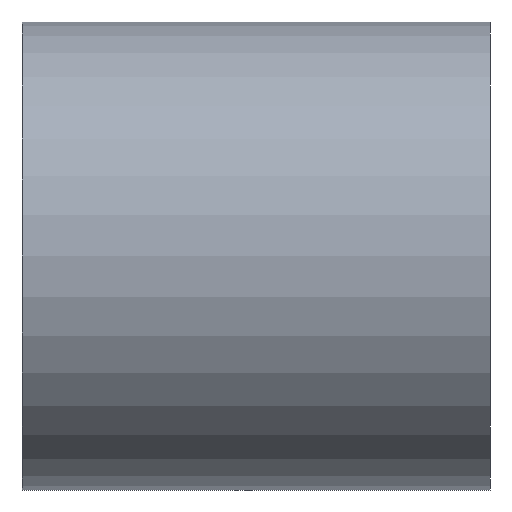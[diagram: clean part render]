
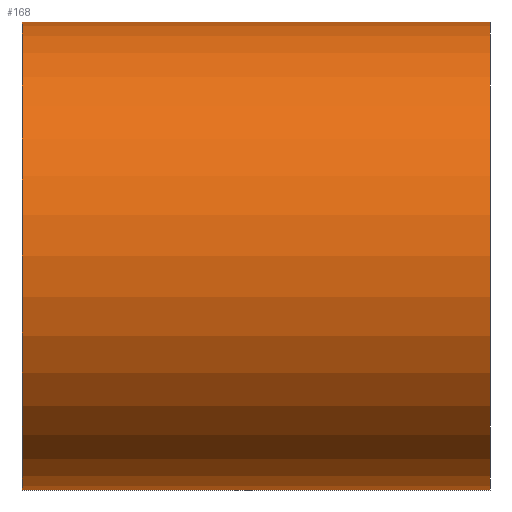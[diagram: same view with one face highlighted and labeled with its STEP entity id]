
A CAD part, front view. The second image highlights one B-rep face of the part: STEP entity #168.
In plain terms, the highlighted cylindrical face has radius 40 mm (diameter 80 mm), a partial arc.
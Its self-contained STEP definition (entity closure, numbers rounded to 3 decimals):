
#39 = DIRECTION ( 'NONE',  ( -1., 0., 0. ) ) ;
#41 = EDGE_CURVE ( 'NONE', #78, #252, #217, .T. ) ;
#51 = CARTESIAN_POINT ( 'NONE',  ( -6.017, 0., 40. ) ) ;
#52 = VECTOR ( 'NONE', #234, 1000. ) ;
#60 = ORIENTED_EDGE ( 'NONE', *, *, #41, .F. ) ;
#63 = CARTESIAN_POINT ( 'NONE',  ( -46.222, 0., 0. ) ) ;
#68 = DIRECTION ( 'NONE',  ( -1., 0., 0. ) ) ;
#78 = VERTEX_POINT ( 'NONE', #141 ) ;
#82 = DIRECTION ( 'NONE',  ( -1., 0., 0. ) ) ;
#83 = ORIENTED_EDGE ( 'NONE', *, *, #209, .T. ) ;
#87 = DIRECTION ( 'NONE',  ( -1., 0., 0. ) ) ;
#90 = CARTESIAN_POINT ( 'NONE',  ( -46.222, 0., 40. ) ) ;
#91 = CARTESIAN_POINT ( 'NONE',  ( -46.222, 0., -40. ) ) ;
#93 = CIRCLE ( 'NONE', #211, 40. ) ;
#95 = DIRECTION ( 'NONE',  ( 0., 0., 1. ) ) ;
#134 = ORIENTED_EDGE ( 'NONE', *, *, #177, .F. ) ;
#137 = ORIENTED_EDGE ( 'NONE', *, *, #201, .T. ) ;
#141 = CARTESIAN_POINT ( 'NONE',  ( -6.017, 0., -40. ) ) ;
#149 = LINE ( 'NONE', #90, #52 ) ;
#163 = DIRECTION ( 'NONE',  ( 0., 0., 1. ) ) ;
#168 = ADVANCED_FACE ( 'NONE', ( #308 ), #208, .T. ) ;
#175 = CARTESIAN_POINT ( 'NONE',  ( 73.983, 0., 40. ) ) ;
#177 = EDGE_CURVE ( 'NONE', #226, #78, #311, .T. ) ;
#186 = AXIS2_PLACEMENT_3D ( 'NONE', #63, #87, #192 ) ;
#187 = EDGE_LOOP ( 'NONE', ( #134, #83, #137, #60 ) ) ;
#190 = VECTOR ( 'NONE', #39, 1000. ) ;
#192 = DIRECTION ( 'NONE',  ( 0., 0., 1. ) ) ;
#201 = EDGE_CURVE ( 'NONE', #224, #252, #149, .T. ) ;
#208 = CYLINDRICAL_SURFACE ( 'NONE', #186, 40. ) ;
#209 = EDGE_CURVE ( 'NONE', #226, #224, #93, .T. ) ;
#211 = AXIS2_PLACEMENT_3D ( 'NONE', #310, #68, #95 ) ;
#217 = CIRCLE ( 'NONE', #275, 40. ) ;
#224 = VERTEX_POINT ( 'NONE', #175 ) ;
#226 = VERTEX_POINT ( 'NONE', #261 ) ;
#234 = DIRECTION ( 'NONE',  ( -1., 0., 0. ) ) ;
#247 = CARTESIAN_POINT ( 'NONE',  ( -6.017, 0., 0. ) ) ;
#252 = VERTEX_POINT ( 'NONE', #51 ) ;
#261 = CARTESIAN_POINT ( 'NONE',  ( 73.983, 0., -40. ) ) ;
#275 = AXIS2_PLACEMENT_3D ( 'NONE', #247, #82, #163 ) ;
#308 = FACE_OUTER_BOUND ( 'NONE', #187, .T. ) ;
#310 = CARTESIAN_POINT ( 'NONE',  ( 73.983, 0., 0. ) ) ;
#311 = LINE ( 'NONE', #91, #190 ) ;
